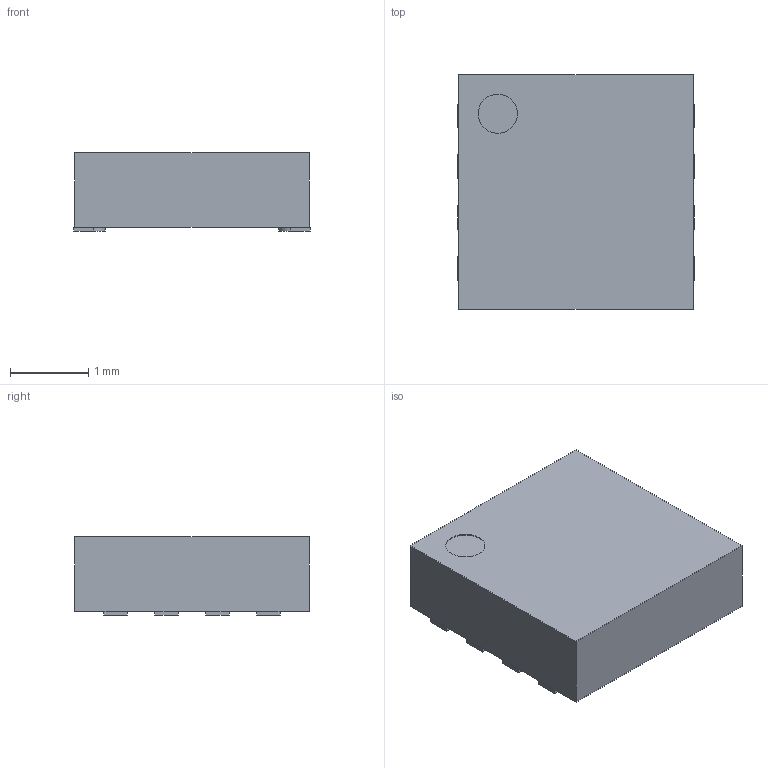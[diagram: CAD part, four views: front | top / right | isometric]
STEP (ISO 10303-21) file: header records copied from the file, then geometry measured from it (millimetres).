
FILE_DESCRIPTION(('FreeCAD Model'),'2;1');
FILE_NAME('Open CASCADE Shape Model','2023-03-24T14:05:47',(''),(''), 'Open CASCADE STEP processor 7.6','FreeCAD','Unknown');
FILE_SCHEMA(('AP242_MANAGED_MODEL_BASED_3D_ENGINEERING_MIM_LF. {1 0 10303 442 1 1 4 }'));
Length unit declared in the file: millimetre
Products named in the file (1): Body
Bounding box: 3.02 x 3 x 1 mm (x, y, z)
Volume: 8.6 mm3; surface area: 30 mm2
Topology: 1 solids, 1 shells, 56 faces, 143 edges, 90 vertices
Faces by surface type: plane 47, cylinder 9
Full cylindrical faces by diameter (mm): 0.5 x1
Entity records: 3815 total; most frequent: CARTESIAN_POINT 624, DIRECTION 553, LINE 393, VECTOR 393, ORIENTED_EDGE 286, PCURVE 286, DEFINITIONAL_REPRESENTATION 286, EDGE_CURVE 143
